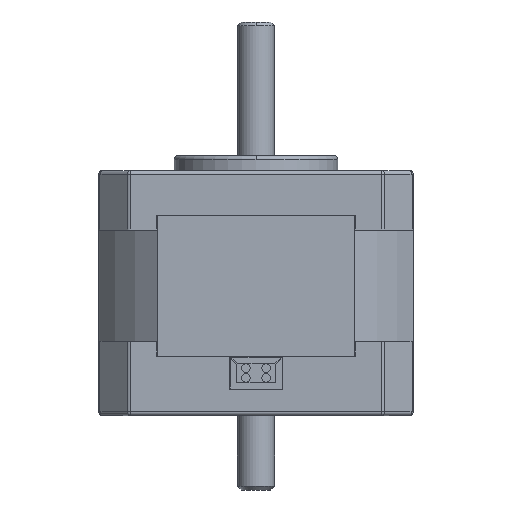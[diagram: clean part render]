
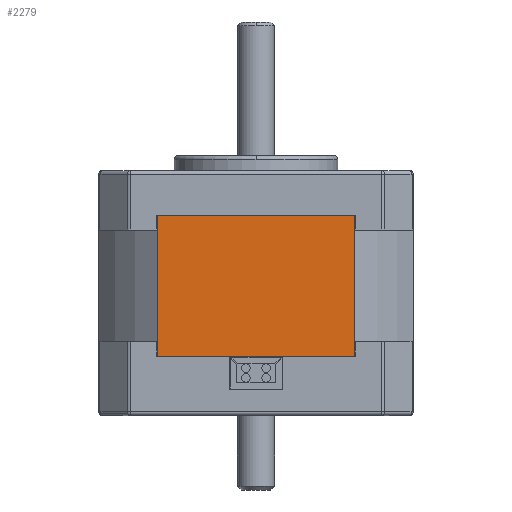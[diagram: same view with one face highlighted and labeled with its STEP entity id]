
A CAD part, front view. The second image highlights one B-rep face of the part: STEP entity #2279.
In plain terms, the highlighted planar face has unit normal (0, -1, 0).
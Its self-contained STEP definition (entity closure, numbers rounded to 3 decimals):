
#290 = LINE ( 'NONE', #7480, #10781 ) ;
#747 = CARTESIAN_POINT ( 'NONE',  ( 13.314, -21.16, 86.85 ) ) ;
#1177 = LINE ( 'NONE', #8052, #10230 ) ;
#1935 = EDGE_CURVE ( 'NONE', #6661, #12797, #1177, .T. ) ;
#2279 = ADVANCED_FACE ( 'NONE', ( #10814 ), #5410, .T. ) ;
#3051 = LINE ( 'NONE', #8101, #10702 ) ;
#3301 = EDGE_CURVE ( 'NONE', #5326, #6661, #3051, .T. ) ;
#3387 = DIRECTION ( 'NONE',  ( -1., 0., 0. ) ) ;
#3544 = CARTESIAN_POINT ( 'NONE',  ( 13.314, -21.16, 8. ) ) ;
#3970 = DIRECTION ( 'NONE',  ( 0., 0., -1. ) ) ;
#4021 = ORIENTED_EDGE ( 'NONE', *, *, #8948, .F. ) ;
#4717 = VECTOR ( 'NONE', #3970, 1000. ) ;
#4964 = VERTEX_POINT ( 'NONE', #5647 ) ;
#5326 = VERTEX_POINT ( 'NONE', #3544 ) ;
#5410 = PLANE ( 'NONE',  #11932 ) ;
#5647 = CARTESIAN_POINT ( 'NONE',  ( 13.314, -21.16, 27. ) ) ;
#6233 = ORIENTED_EDGE ( 'NONE', *, *, #11497, .T. ) ;
#6661 = VERTEX_POINT ( 'NONE', #10489 ) ;
#7102 = DIRECTION ( 'NONE',  ( -1., 0., 0. ) ) ;
#7366 = LINE ( 'NONE', #747, #4717 ) ;
#7480 = CARTESIAN_POINT ( 'NONE',  ( 0., -21.16, 27. ) ) ;
#7974 = CARTESIAN_POINT ( 'NONE',  ( -13.314, -21.16, 27. ) ) ;
#8052 = CARTESIAN_POINT ( 'NONE',  ( -13.314, -21.16, 86.85 ) ) ;
#8101 = CARTESIAN_POINT ( 'NONE',  ( 0., -21.16, 8. ) ) ;
#8948 = EDGE_CURVE ( 'NONE', #4964, #5326, #7366, .T. ) ;
#9144 = ORIENTED_EDGE ( 'NONE', *, *, #3301, .F. ) ;
#9214 = CARTESIAN_POINT ( 'NONE',  ( 0., -21.16, 86.85 ) ) ;
#9423 = ORIENTED_EDGE ( 'NONE', *, *, #1935, .F. ) ;
#10171 = DIRECTION ( 'NONE',  ( 0., 0., -1. ) ) ;
#10209 = DIRECTION ( 'NONE',  ( 0., -1., 0. ) ) ;
#10230 = VECTOR ( 'NONE', #10922, 1000. ) ;
#10489 = CARTESIAN_POINT ( 'NONE',  ( -13.314, -21.16, 8. ) ) ;
#10702 = VECTOR ( 'NONE', #7102, 1000. ) ;
#10781 = VECTOR ( 'NONE', #3387, 1000. ) ;
#10814 = FACE_OUTER_BOUND ( 'NONE', #12391, .T. ) ;
#10922 = DIRECTION ( 'NONE',  ( 0., 0., 1. ) ) ;
#11497 = EDGE_CURVE ( 'NONE', #4964, #12797, #290, .T. ) ;
#11932 = AXIS2_PLACEMENT_3D ( 'NONE', #9214, #10209, #10171 ) ;
#12391 = EDGE_LOOP ( 'NONE', ( #6233, #9423, #9144, #4021 ) ) ;
#12797 = VERTEX_POINT ( 'NONE', #7974 ) ;
